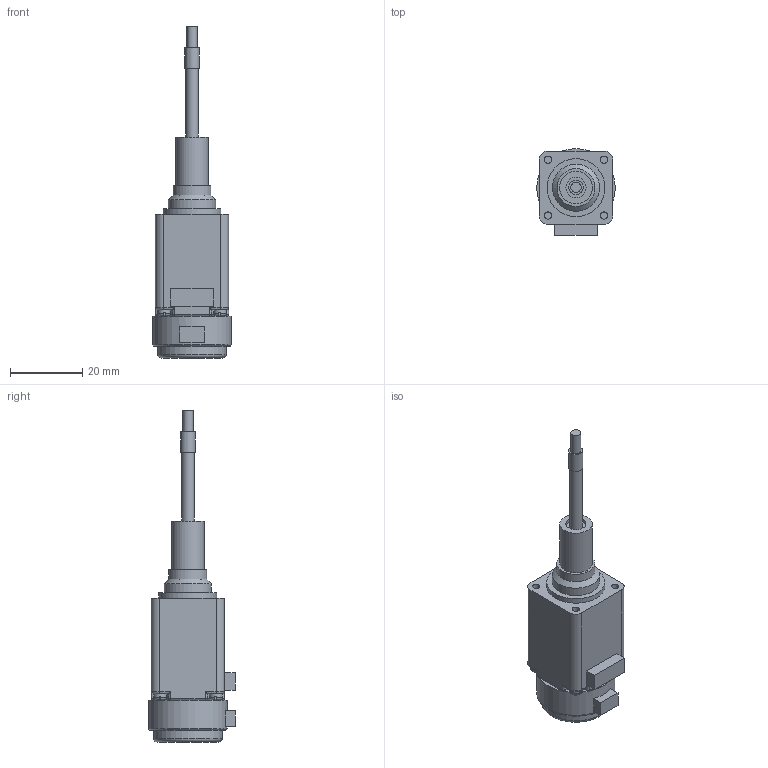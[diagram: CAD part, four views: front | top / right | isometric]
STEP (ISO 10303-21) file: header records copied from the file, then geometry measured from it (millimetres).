
FILE_DESCRIPTION(/* description */ (''),/* implementation_level */ '2;1');
FILE_NAME(/* name */ 'AMETEK-21H4U-2_5-0_75-12-ENC.ipt.step',/* time_stamp */ '2022-11-29T08:29:14+01:00',/* author */ ('Prakash Lab'),/* organization */ (''),/* preprocessor_version */ 'ST-DEVELOPER v18.1',/* originating_system */ 'Autodesk Inventor 2022',/* authorisation */ '');
FILE_SCHEMA (('AUTOMOTIVE_DESIGN { 1 0 10303 214 3 1 1 }'));
Length unit declared in the file: inch
Products named in the file (1): AMETEK-21H4U-2_5-0_75-12-ENC
Bounding box: 21.64 x 23.93 x 91.61 mm (x, y, z)
Volume: 17015.7 mm3; surface area: 6278.6 mm2
Topology: 3 solids, 3 shells, 187 faces, 445 edges, 274 vertices
Faces by surface type: plane 96, cylinder 56, torus 26, sphere 8, cone 1
Full cylindrical faces by diameter (mm): 2 x4, 2.845 x1, 3.5 x6, 3.962 x1, 5.5 x1, 5.6 x1, 9 x1, 10.447 x1, 13 x1, 16 x1, 18.898 x1, 21.641 x1
Entity records: 5754 total; most frequent: CARTESIAN_POINT 1187, DIRECTION 947, ORIENTED_EDGE 874, EDGE_CURVE 437, AXIS2_PLACEMENT_3D 354, VERTEX_POINT 274, LINE 239, VECTOR 239
